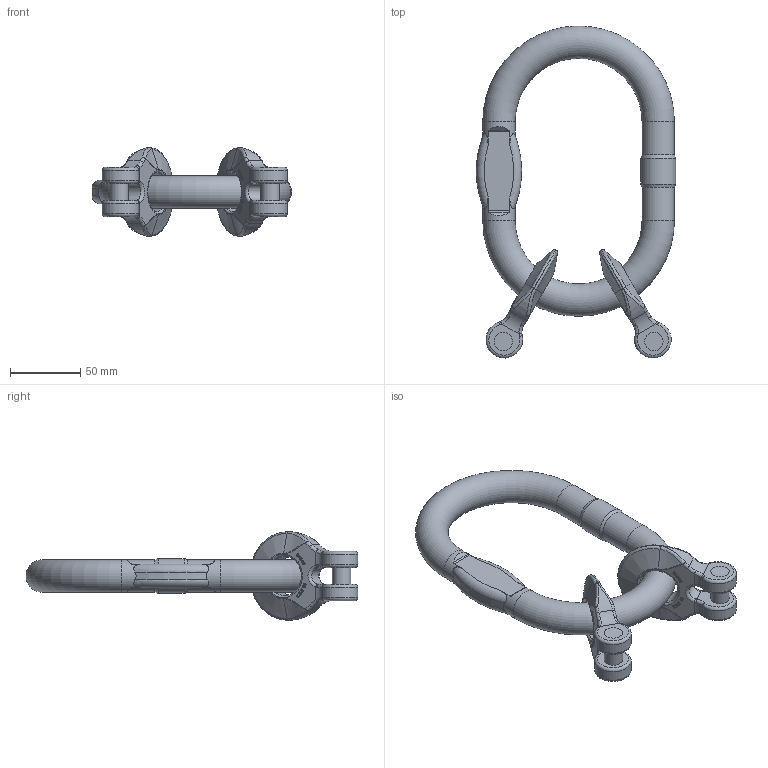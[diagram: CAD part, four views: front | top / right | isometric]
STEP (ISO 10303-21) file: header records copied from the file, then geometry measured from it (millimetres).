
FILE_DESCRIPTION(/* description */ (''),/* implementation_level */ '2;1');
FILE_NAME(/* name */ 'pewag_KAGW_2-10',/* time_stamp */ '2010-03-01T14:41:17+01:00',/* author */ (''),/* organization */ (''),/* preprocessor_version */ 'ST-DEVELOPER v9',/* originating_system */ 'UGS - NX 4.0',/* authorisation */ '');
FILE_SCHEMA (('AUTOMOTIVE_DESIGN { 1 0 10303 214 1 1 1 1 }'));
Length unit declared in the file: millimetre
Products named in the file (1): ritC3FElcu1
Bounding box: 141.41 x 235.53 x 63 mm (x, y, z)
Volume: 286608.8 mm3; surface area: 62247.7 mm2
Topology: 5 solids, 5 shells, 543 faces, 1397 edges, 894 vertices
Faces by surface type: plane 194, extrusion 174, bspline 80, torus 54, cylinder 39, cone 2
Full cylindrical faces by diameter (mm): 13 x6, 23 x4, 24.725 x1, 28 x2
Entity records: 20323 total; most frequent: CARTESIAN_POINT 8608, ORIENTED_EDGE 2748, DIRECTION 1676, EDGE_CURVE 1374, VERTEX_POINT 892, B_SPLINE_CURVE_WITH_KNOTS 838, VECTOR 672, EDGE_LOOP 608
